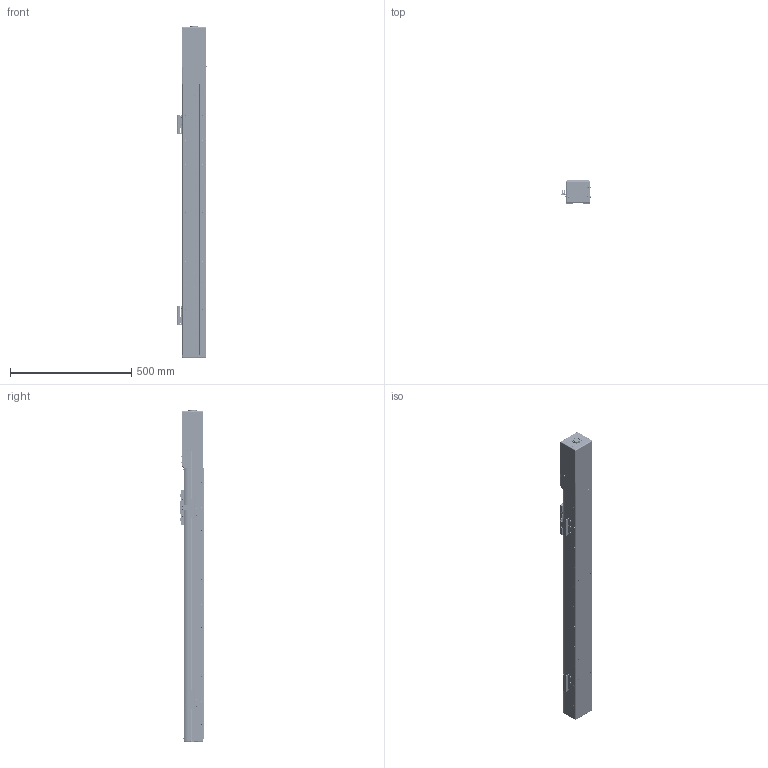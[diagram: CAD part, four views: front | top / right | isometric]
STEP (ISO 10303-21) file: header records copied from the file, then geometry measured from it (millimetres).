
FILE_DESCRIPTION (( 'STEP AP203' ), '1' );
FILE_NAME ('HC100-XXX-S-800-XX-SL-OF.STEP', '2020-08-04T03:12:33', ( '彌營遵' ), ( '' ), 'SwSTEP 2.0', 'SolidWorks 2013', '' );
FILE_SCHEMA (( 'CONFIG_CONTROL_DESIGN' ));
Length unit declared in the file: millimetre
Products named in the file (43): BASE-ST800; socket head cap screw_ks_KS 1003 - M6 x 10 x 10-N; hg-kr23-ST800; HRballscrew-ST800; socket head cap screw_ks_KS 1003 - M5 x 16 x 16-N; CARRIER COVER-ST800; BEARING HOUSING(雖雖)-ST800; MASensor Brk-ST800_ル遽; HRbearing cap-ST800; LMguide-ST800; socket button head cap screw_am_B18.3.4M - 3 x 0.5 x 8 SBHCS --N; HC SENSOR DOG-ST800; EE-SX-674(奢辨 撫憮)-ST800_ル遽; 醴喀攪-ST800; MOTOR CASE-ST800; socket button head cap screw_am_B18.3.4M - 3 x 0.5 x 5 SBHCS --N; HRballnut-ST800; socket head cap screw_ks_KS 1003 - M3 x 5 x 5-N; DAMPER-ST800; SIDE COVER-ST800; socket countersunk head screw_am_B18.3.5M - 3 x 0.5 x 8 Socket FCHS  -- 8C; LMblock-ST800; spring lock washer_ks_KS 1324 - M3; BEARING HOUSING(堅薑)-ST800; SIDE COVER2-ST800; CARRIER-ST800; SHAFT-ST800; HC100 SENSOR_1(PR); COUPLING COVER-ST800; STEEL BELT-ST800; COUPLING HOUSION-ST800; STEEL BELT TENSION BLOCK-ST800; HC100 SENSOR_2(PR); pan cross head_ks_KS 1023 PC- M3 x 5-N; STEEL BELT FIX-ST800; END COVER-ST800; STEEL BELT TENSION PLATE-ST800; HC100-XXX-S-800-XX-SL-OF; socket head cap screw_ks_KS 1003 - M4 x 10 x 10-N; SUPPORT BLOCK-ST800 ...
Assembly tree (122 placements, depth 3):
  HC100-XXX-S-800-XX-SL-OF
    BASE-ST800
    BEARING HOUSING(雖雖)-ST800
    CARRIER-ST800
      CARRIER-ST800
      CARRIER COVER-ST800
      HC SENSOR DOG-ST800
      HRballnut-ST800
      LMblock-ST800  x2
      SHAFT-ST800  x8
      STEEL BELT TENSION BLOCK-ST800  x2
      STEEL BELT TENSION PLATE-ST800  x2
      socket head cap screw_ks_KS 1003 - M6 x 45 x 24-N  x8
      socket head cap screw_ks_KS 1003 - M5 x 16 x 16-N  x4
      socket button head cap screw_am_B18.3.4M - 3 x 0.5 x 8 SBHCS --N  x4
      socket button head cap screw_am_B18.3.4M - 3 x 0.5 x 5 SBHCS --N  x2
      socket countersunk head screw_am_B18.3.5M - 3 x 0.5 x 8 Socket FCHS  -- 8C  x12
    COUPLING HOUSION-ST800
    END COVER-ST800
    END COVER(M)-ST800
    HRballscrew-ST800
    LMguide-ST800
    MOTOR CASE-ST800
    SIDE COVER-ST800
    SIDE COVER2-ST800
    STEEL BELT-ST800
    STEEL BELT FIX-ST800  x2
    SUPPORT BLOCK-ST800  x4
    hg-kr23-ST800
    HRbearing cap-ST800
    醴喀攪-ST800
    DAMPER-ST800  x2
    BEARING HOUSING(堅薑)-ST800
    COUPLING COVER-ST800
    pan cross head_ks_KS 1023 PC- M3 x 5-N  x20
    socket head cap screw_ks_KS 1003 - M4 x 10 x 10-N  x2
    socket head cap screw_ks_KS 1003 - M6 x 10 x 10-N  x2
    HC100 SENSOR_1(PR)
      MASensor Brk-ST800_ル遽
      EE-SX-674(奢辨 撫憮)-ST800_ル遽  x2
      socket head cap screw_ks_KS 1003 - M3 x 5 x 5-N  x7
      spring lock washer_ks_KS 1324 - M3  x3
    HC100 SENSOR_2(PR)
      MASensor Brk-ST800_ル遽
      EE-SX-674(奢辨 撫憮)-ST800_ル遽
      socket head cap screw_ks_KS 1003 - M3 x 5 x 5-N  x5
      spring lock washer_ks_KS 1324 - M3  x3
Bounding box: 122.15 x 95 x 1369.5 mm (x, y, z)
Volume: 4249745.5 mm3; surface area: 1682565 mm2
Topology: 119 solids, 119 shells, 4982 faces, 12296 edges, 7466 vertices
Faces by surface type: plane 2230, cylinder 1578, cone 792, torus 288, sphere 56, bspline 38
Entity records: 125054 total; most frequent: CARTESIAN_POINT 52506, DIRECTION 14269, ORIENTED_EDGE 13346, EDGE_CURVE 6673, AXIS2_PLACEMENT_3D 5269, VERTEX_POINT 4253, VECTOR 3731, LINE 3731
